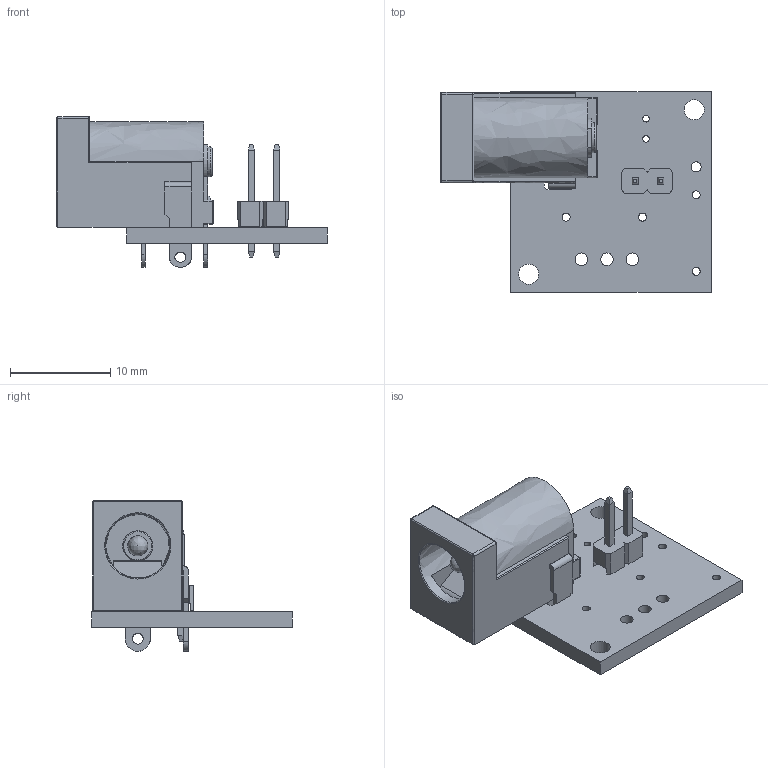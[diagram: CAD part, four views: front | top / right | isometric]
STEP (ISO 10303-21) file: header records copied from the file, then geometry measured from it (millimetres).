
FILE_DESCRIPTION(('KiCad electronic assembly'),'2;1');
FILE_NAME('cargador-cargador.step','2023-05-19T14:32:33',('Pcbnew'),( 'Kicad'),'Open CASCADE STEP processor 7.6','KiCad to STEP converter' ,'Unknown');
FILE_SCHEMA(('AUTOMOTIVE_DESIGN { 1 0 10303 214 1 1 1 1 }'));
Length unit declared in the file: millimetre
Products named in the file (6): cargador-cargador 1; pin_strip_2; COMPOUND; DS-210; PCB
Assembly tree (5 placements, depth 3):
  cargador-cargador 1
    pin_strip_2
      COMPOUND
    DS-210
      COMPOUND
    PCB
Bounding box: 26.96 x 20 x 15 mm (x, y, z)
Volume: 1488.1 mm3; surface area: 2835.8 mm2
Topology: 7 solids, 7 shells, 335 faces, 870 edges, 557 vertices
Faces by surface type: bspline 183, plane 138, cylinder 14
Full cylindrical faces by diameter (mm): 0.65 x2, 0.8 x4, 1.001 x3, 1.25 x3, 1.999 x2
Entity records: 22066 total; most frequent: CARTESIAN_POINT 7787, ORIENTED_EDGE 1738, PCURVE 1738, DEFINITIONAL_REPRESENTATION 1738, DIRECTION 1564, LINE 1192, VECTOR 1192, B_SPLINE_CURVE_WITH_KNOTS 1093
